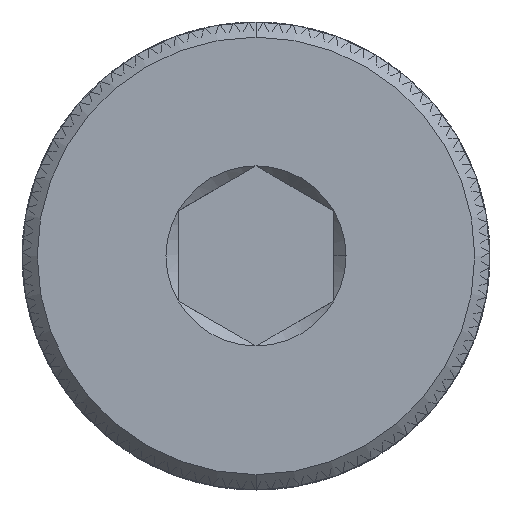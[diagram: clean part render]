
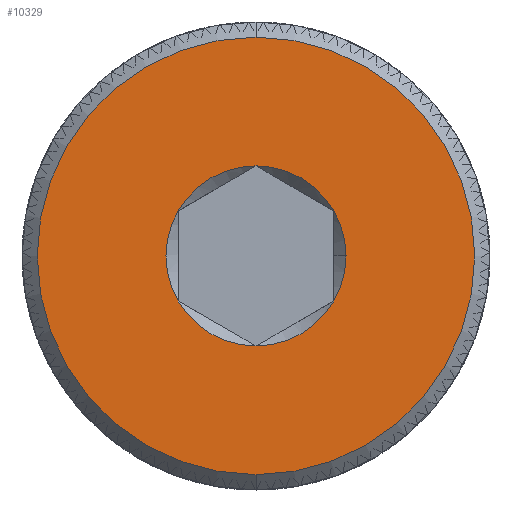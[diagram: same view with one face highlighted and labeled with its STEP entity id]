
A CAD part, top view. The second image highlights one B-rep face of the part: STEP entity #10329.
In plain terms, the highlighted planar face has unit normal (0, 0, 1).
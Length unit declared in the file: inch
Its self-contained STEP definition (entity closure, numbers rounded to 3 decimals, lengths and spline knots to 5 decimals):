
#210 = AXIS2_PLACEMENT_3D ( 'NONE', #5627, #4713, #8932 ) ;
#700 = VERTEX_POINT ( 'NONE', #1239 ) ;
#1239 = CARTESIAN_POINT ( 'NONE',  ( 0., -0.07217, 0. ) ) ;
#1573 = CIRCLE ( 'NONE', #12289, 0.17531 ) ;
#1617 = DIRECTION ( 'NONE',  ( 0., 0., 1. ) ) ;
#1791 = DIRECTION ( 'NONE',  ( 1., 0., 0. ) ) ;
#1853 = DIRECTION ( 'NONE',  ( 0., 0., 1. ) ) ;
#1899 = EDGE_CURVE ( 'NONE', #4580, #7029, #13715, .T. ) ;
#1930 = CARTESIAN_POINT ( 'NONE',  ( 0., 0., 0. ) ) ;
#1964 = CIRCLE ( 'NONE', #210, 0.17531 ) ;
#1982 = CARTESIAN_POINT ( 'NONE',  ( 0.0625, -0.03608, 0. ) ) ;
#2060 = ORIENTED_EDGE ( 'NONE', *, *, #10396, .F. ) ;
#2178 = CARTESIAN_POINT ( 'NONE',  ( 0., 0., 0. ) ) ;
#2234 = FACE_OUTER_BOUND ( 'NONE', #5219, .T. ) ;
#2312 = DIRECTION ( 'NONE',  ( 0., 0., 1. ) ) ;
#2729 = DIRECTION ( 'NONE',  ( 0., -1., 0. ) ) ;
#2940 = DIRECTION ( 'NONE',  ( 0., 0., 1. ) ) ;
#2991 = CIRCLE ( 'NONE', #6738, 0.07217 ) ;
#3058 = CARTESIAN_POINT ( 'NONE',  ( 0., -0.17531, 0. ) ) ;
#3250 = CIRCLE ( 'NONE', #7389, 0.07217 ) ;
#3264 = CARTESIAN_POINT ( 'NONE',  ( 0.0625, 0.03608, 0. ) ) ;
#3313 = DIRECTION ( 'NONE',  ( 0., 0., 1. ) ) ;
#3374 = EDGE_CURVE ( 'NONE', #8546, #8027, #3502, .T. ) ;
#3395 = VERTEX_POINT ( 'NONE', #3638 ) ;
#3502 = CIRCLE ( 'NONE', #5795, 0.07217 ) ;
#3638 = CARTESIAN_POINT ( 'NONE',  ( 0., 0.17531, 0. ) ) ;
#3986 = CARTESIAN_POINT ( 'NONE',  ( 0., 0., 0. ) ) ;
#3994 = DIRECTION ( 'NONE',  ( 1., 0., 0. ) ) ;
#4376 = ORIENTED_EDGE ( 'NONE', *, *, #13600, .F. ) ;
#4580 = VERTEX_POINT ( 'NONE', #3264 ) ;
#4634 = DIRECTION ( 'NONE',  ( 1., 0., 0. ) ) ;
#4646 = EDGE_CURVE ( 'NONE', #7029, #5406, #14002, .T. ) ;
#4713 = DIRECTION ( 'NONE',  ( 0., 0., 1. ) ) ;
#4719 = ORIENTED_EDGE ( 'NONE', *, *, #13355, .F. ) ;
#4743 = EDGE_CURVE ( 'NONE', #3395, #9822, #1964, .T. ) ;
#4876 = CIRCLE ( 'NONE', #11665, 0.07217 ) ;
#5127 = FACE_BOUND ( 'NONE', #6615, .T. ) ;
#5207 = AXIS2_PLACEMENT_3D ( 'NONE', #8013, #1617, #5873 ) ;
#5219 = EDGE_LOOP ( 'NONE', ( #11212, #10086 ) ) ;
#5406 = VERTEX_POINT ( 'NONE', #8960 ) ;
#5627 = CARTESIAN_POINT ( 'NONE',  ( 0., 0., 0. ) ) ;
#5717 = DIRECTION ( 'NONE',  ( 0., 0., 1. ) ) ;
#5795 = AXIS2_PLACEMENT_3D ( 'NONE', #12279, #5717, #8995 ) ;
#5873 = DIRECTION ( 'NONE',  ( 0., -1., 0. ) ) ;
#6035 = CIRCLE ( 'NONE', #6130, 0.07217 ) ;
#6130 = AXIS2_PLACEMENT_3D ( 'NONE', #2178, #3313, #4634 ) ;
#6615 = EDGE_LOOP ( 'NONE', ( #4719, #2060, #4376, #7445, #7974, #13221, #12918 ) ) ;
#6738 = AXIS2_PLACEMENT_3D ( 'NONE', #3986, #2940, #9454 ) ;
#6939 = VERTEX_POINT ( 'NONE', #13136 ) ;
#7029 = VERTEX_POINT ( 'NONE', #8002 ) ;
#7142 = DIRECTION ( 'NONE',  ( 1., 0., 0. ) ) ;
#7204 = EDGE_CURVE ( 'NONE', #8027, #4580, #2991, .T. ) ;
#7389 = AXIS2_PLACEMENT_3D ( 'NONE', #9518, #1853, #3994 ) ;
#7445 = ORIENTED_EDGE ( 'NONE', *, *, #4646, .F. ) ;
#7729 = CARTESIAN_POINT ( 'NONE',  ( 0., 0., 0. ) ) ;
#7974 = ORIENTED_EDGE ( 'NONE', *, *, #1899, .F. ) ;
#8002 = CARTESIAN_POINT ( 'NONE',  ( 0., 0.07217, 0. ) ) ;
#8013 = CARTESIAN_POINT ( 'NONE',  ( 0., 0., 0. ) ) ;
#8027 = VERTEX_POINT ( 'NONE', #11850 ) ;
#8038 = CARTESIAN_POINT ( 'NONE',  ( 0., 0., 0. ) ) ;
#8198 = PLANE ( 'NONE',  #5207 ) ;
#8220 = DIRECTION ( 'NONE',  ( 0., 0., 1. ) ) ;
#8546 = VERTEX_POINT ( 'NONE', #1982 ) ;
#8801 = AXIS2_PLACEMENT_3D ( 'NONE', #7729, #2312, #9689 ) ;
#8932 = DIRECTION ( 'NONE',  ( 0., -1., 0. ) ) ;
#8960 = CARTESIAN_POINT ( 'NONE',  ( -0.0625, 0.03608, 0. ) ) ;
#8995 = DIRECTION ( 'NONE',  ( 1., 0., 0. ) ) ;
#9454 = DIRECTION ( 'NONE',  ( 1., 0., 0. ) ) ;
#9518 = CARTESIAN_POINT ( 'NONE',  ( 0., 0., 0. ) ) ;
#9607 = EDGE_CURVE ( 'NONE', #9822, #3395, #1573, .T. ) ;
#9689 = DIRECTION ( 'NONE',  ( 1., 0., 0. ) ) ;
#9822 = VERTEX_POINT ( 'NONE', #3058 ) ;
#10086 = ORIENTED_EDGE ( 'NONE', *, *, #9607, .T. ) ;
#10329 = ADVANCED_FACE ( 'NONE', ( #5127, #2234 ), #8198, .T. ) ;
#10396 = EDGE_CURVE ( 'NONE', #6939, #700, #3250, .T. ) ;
#11204 = AXIS2_PLACEMENT_3D ( 'NONE', #8038, #8220, #7142 ) ;
#11212 = ORIENTED_EDGE ( 'NONE', *, *, #4743, .T. ) ;
#11228 = DIRECTION ( 'NONE',  ( 0., 0., 1. ) ) ;
#11665 = AXIS2_PLACEMENT_3D ( 'NONE', #1930, #12657, #1791 ) ;
#11850 = CARTESIAN_POINT ( 'NONE',  ( 0.07217, 0., 0. ) ) ;
#12279 = CARTESIAN_POINT ( 'NONE',  ( 0., 0., 0. ) ) ;
#12289 = AXIS2_PLACEMENT_3D ( 'NONE', #13518, #11228, #2729 ) ;
#12657 = DIRECTION ( 'NONE',  ( 0., 0., 1. ) ) ;
#12918 = ORIENTED_EDGE ( 'NONE', *, *, #3374, .F. ) ;
#13136 = CARTESIAN_POINT ( 'NONE',  ( -0.0625, -0.03608, 0. ) ) ;
#13221 = ORIENTED_EDGE ( 'NONE', *, *, #7204, .F. ) ;
#13355 = EDGE_CURVE ( 'NONE', #700, #8546, #6035, .T. ) ;
#13518 = CARTESIAN_POINT ( 'NONE',  ( 0., 0., 0. ) ) ;
#13600 = EDGE_CURVE ( 'NONE', #5406, #6939, #4876, .T. ) ;
#13715 = CIRCLE ( 'NONE', #11204, 0.07217 ) ;
#14002 = CIRCLE ( 'NONE', #8801, 0.07217 ) ;
